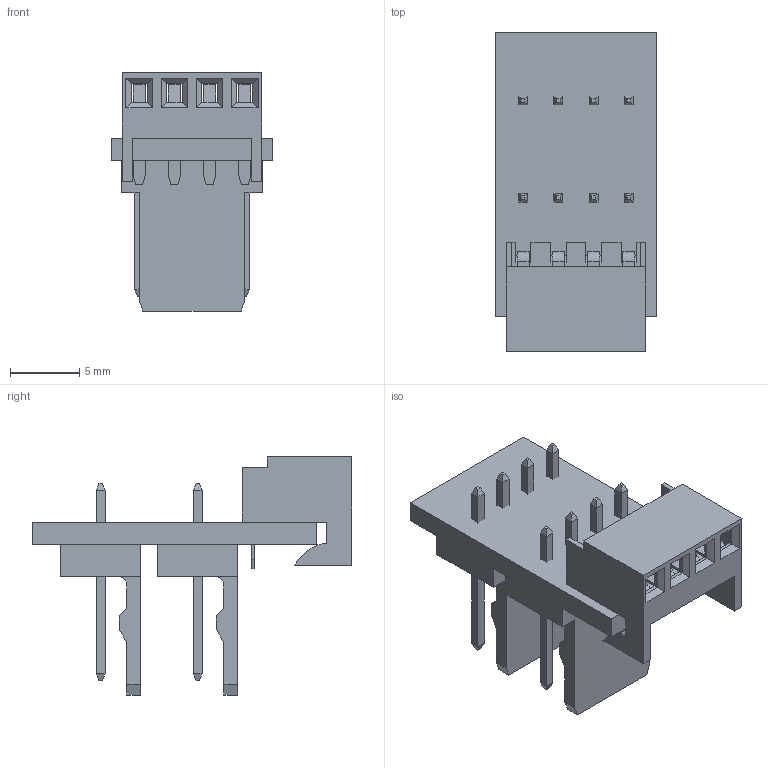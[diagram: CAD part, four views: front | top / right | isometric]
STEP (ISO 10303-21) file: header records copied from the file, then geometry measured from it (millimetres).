
FILE_DESCRIPTION(('Open CASCADE Model'),'2;1');
FILE_NAME('Open CASCADE Shape Model','2018-10-03T14:47:08',('Author'),( 'Open CASCADE'),'Open CASCADE STEP processor 6.8','Open CASCADE 6.8' ,'Unknown');
FILE_SCHEMA(('AUTOMOTIVE_DESIGN { 1 0 10303 214 1 1 1 1 }'));
Length unit declared in the file: millimetre
Products named in the file (11): PCB; Board; P1; 022152046; Open CASCADE STEP translator 6.8 1.2.1.1; Open CASCADE STEP translator 6.8 1.2.1.2; E0-1; 022272041; Open CASCADE STEP translator 6.8 1.3.1.1; Open CASCADE STEP translator 6.8 1.3.1.2; E0-2
Assembly tree (11 placements, depth 4):
  PCB
    Board
    P1
      022152046
        Open CASCADE STEP translator 6.8 1.2.1.1
        Open CASCADE STEP translator 6.8 1.2.1.2
    E0-1
      022272041
        Open CASCADE STEP translator 6.8 1.3.1.1
        Open CASCADE STEP translator 6.8 1.3.1.2
    E0-2
      022272041
        Open CASCADE STEP translator 6.8 1.3.1.1
        Open CASCADE STEP translator 6.8 1.3.1.2
Bounding box: 11.62 x 23.01 x 17.17 mm (x, y, z)
Volume: 1038.7 mm3; surface area: 2325.8 mm2
Topology: 4 solids, 4 shells, 478 faces, 1284 edges, 858 vertices
Faces by surface type: plane 436, cylinder 42
Entity records: 10904 total; most frequent: CARTESIAN_POINT 1924, ORIENTED_EDGE 1846, DIRECTION 1751, EDGE_CURVE 923, LINE 841, VECTOR 841, VERTEX_POINT 596, AXIS2_PLACEMENT_3D 455
